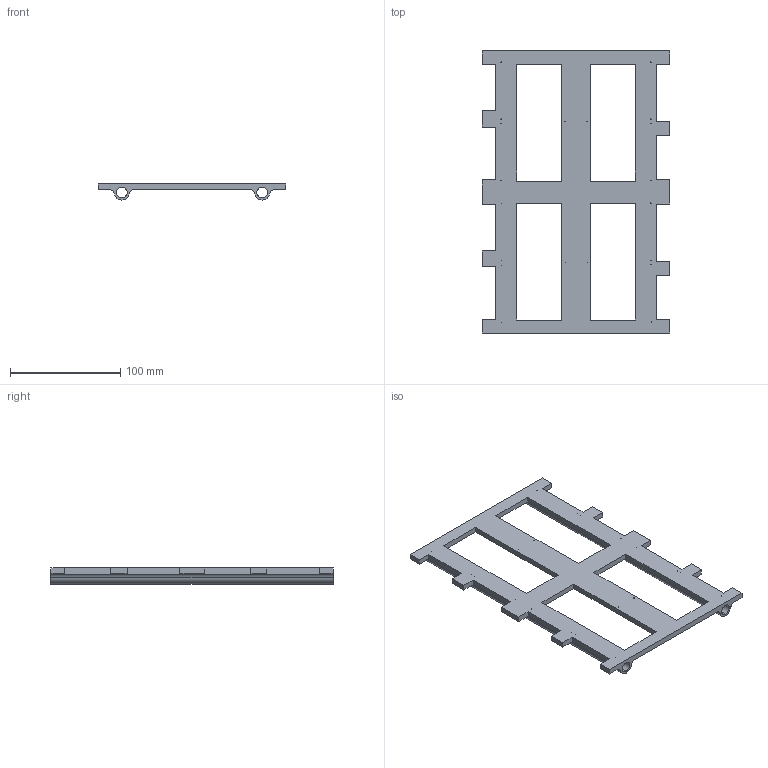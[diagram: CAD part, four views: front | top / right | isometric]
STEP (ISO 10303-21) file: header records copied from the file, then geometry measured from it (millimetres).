
FILE_DESCRIPTION (( 'STEP AP214' ), '1' );
FILE_NAME ('Brace.STEP', '2025-01-10T01:50:44', ( '' ), ( '' ), 'SwSTEP 2.0', 'SolidWorks 2024', '' );
FILE_SCHEMA (( 'AUTOMOTIVE_DESIGN' ));
Length unit declared in the file: millimetre
Products named in the file (1): Brace
Bounding box: 170 x 255.8 x 14.65 mm (x, y, z)
Volume: 132900.6 mm3; surface area: 75487.9 mm2
Topology: 1 solids, 1 shells, 156 faces, 434 edges, 256 vertices
Faces by surface type: plane 64, cylinder 52, cone 40
Entity records: 4733 total; most frequent: DIRECTION 836, CARTESIAN_POINT 807, ORIENTED_EDGE 788, EDGE_CURVE 394, AXIS2_PLACEMENT_3D 285, VECTOR 266, LINE 266, VERTEX_POINT 256
